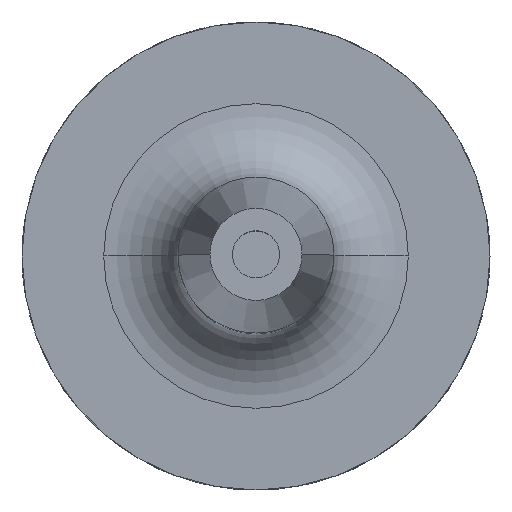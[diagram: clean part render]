
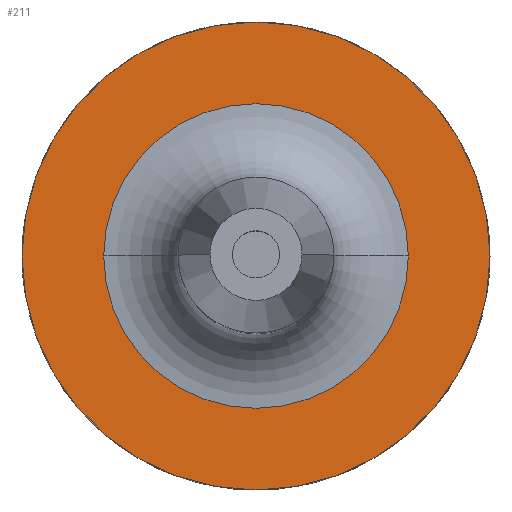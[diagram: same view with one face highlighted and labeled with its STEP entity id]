
A CAD part, top view. The second image highlights one B-rep face of the part: STEP entity #211.
In plain terms, the highlighted planar face has unit normal (0, 0, 1).
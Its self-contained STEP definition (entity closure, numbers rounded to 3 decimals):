
#21 = AXIS2_PLACEMENT_3D ( 'NONE', #837, #1097, #297 ) ;
#61 = VERTEX_POINT ( 'NONE', #1376 ) ;
#65 = CIRCLE ( 'NONE', #1505, 31.5 ) ;
#106 = AXIS2_PLACEMENT_3D ( 'NONE', #1598, #1247, #185 ) ;
#147 = EDGE_LOOP ( 'NONE', ( #1666, #1409 ) ) ;
#149 = CIRCLE ( 'NONE', #650, 20.5 ) ;
#185 = DIRECTION ( 'NONE',  ( -1., 0., 0. ) ) ;
#192 = VERTEX_POINT ( 'NONE', #1462 ) ;
#211 = ADVANCED_FACE ( 'NONE', ( #1318, #279 ), #1103, .F. ) ;
#225 = EDGE_CURVE ( 'NONE', #857, #61, #994, .T. ) ;
#226 = CIRCLE ( 'NONE', #1351, 31.5 ) ;
#262 = EDGE_CURVE ( 'NONE', #61, #857, #149, .T. ) ;
#279 = FACE_OUTER_BOUND ( 'NONE', #500, .T. ) ;
#297 = DIRECTION ( 'NONE',  ( -1., 0., 0. ) ) ;
#350 = CARTESIAN_POINT ( 'NONE',  ( 0., 0., 27. ) ) ;
#359 = DIRECTION ( 'NONE',  ( 0., 0., -1. ) ) ;
#366 = DIRECTION ( 'NONE',  ( -1., 0., 0. ) ) ;
#500 = EDGE_LOOP ( 'NONE', ( #1397, #1566 ) ) ;
#559 = VERTEX_POINT ( 'NONE', #663 ) ;
#563 = CARTESIAN_POINT ( 'NONE',  ( 0., 0., 27. ) ) ;
#650 = AXIS2_PLACEMENT_3D ( 'NONE', #1223, #1252, #1315 ) ;
#663 = CARTESIAN_POINT ( 'NONE',  ( -31.5, 0., 27. ) ) ;
#775 = DIRECTION ( 'NONE',  ( -1., 0., 0. ) ) ;
#837 = CARTESIAN_POINT ( 'NONE',  ( 0., 0., 27. ) ) ;
#847 = CARTESIAN_POINT ( 'NONE',  ( -20.5, 0., 27. ) ) ;
#857 = VERTEX_POINT ( 'NONE', #847 ) ;
#994 = CIRCLE ( 'NONE', #106, 20.5 ) ;
#1097 = DIRECTION ( 'NONE',  ( 0., 0., -1. ) ) ;
#1103 = PLANE ( 'NONE',  #21 ) ;
#1223 = CARTESIAN_POINT ( 'NONE',  ( 0., 0., 27. ) ) ;
#1247 = DIRECTION ( 'NONE',  ( 0., 0., -1. ) ) ;
#1252 = DIRECTION ( 'NONE',  ( 0., 0., -1. ) ) ;
#1315 = DIRECTION ( 'NONE',  ( -1., 0., 0. ) ) ;
#1318 = FACE_BOUND ( 'NONE', #147, .T. ) ;
#1347 = DIRECTION ( 'NONE',  ( 0., 0., -1. ) ) ;
#1351 = AXIS2_PLACEMENT_3D ( 'NONE', #563, #1347, #775 ) ;
#1376 = CARTESIAN_POINT ( 'NONE',  ( 20.5, 0., 27. ) ) ;
#1378 = EDGE_CURVE ( 'NONE', #559, #192, #226, .T. ) ;
#1397 = ORIENTED_EDGE ( 'NONE', *, *, #1378, .F. ) ;
#1409 = ORIENTED_EDGE ( 'NONE', *, *, #262, .T. ) ;
#1462 = CARTESIAN_POINT ( 'NONE',  ( 31.5, 0., 27. ) ) ;
#1484 = EDGE_CURVE ( 'NONE', #192, #559, #65, .T. ) ;
#1505 = AXIS2_PLACEMENT_3D ( 'NONE', #350, #359, #366 ) ;
#1566 = ORIENTED_EDGE ( 'NONE', *, *, #1484, .F. ) ;
#1598 = CARTESIAN_POINT ( 'NONE',  ( 0., 0., 27. ) ) ;
#1666 = ORIENTED_EDGE ( 'NONE', *, *, #225, .T. ) ;
